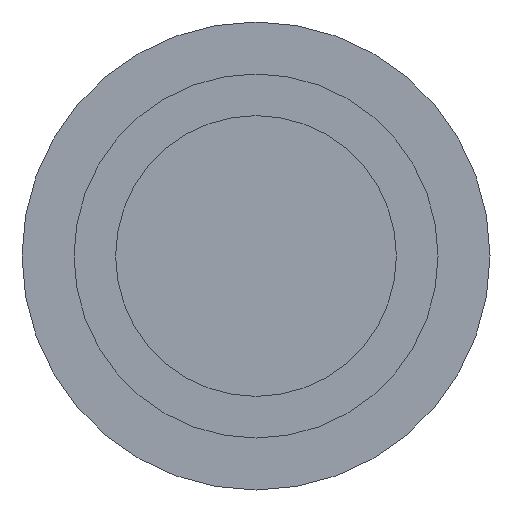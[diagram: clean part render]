
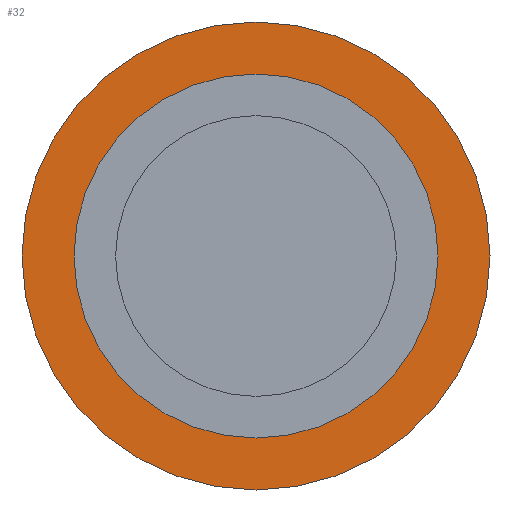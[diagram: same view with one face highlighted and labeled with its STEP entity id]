
A CAD part, front view. The second image highlights one B-rep face of the part: STEP entity #32.
In plain terms, the highlighted planar face has unit normal (0, -1, 0).
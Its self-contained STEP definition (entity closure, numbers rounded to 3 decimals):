
#10 = EDGE_CURVE ( 'NONE', #157, #59, #466, .T. ) ;
#32 = ADVANCED_FACE ( 'NONE', ( #34, #398 ), #39, .F. ) ;
#34 = FACE_BOUND ( 'NONE', #469, .T. ) ;
#38 = DIRECTION ( 'NONE',  ( 0., 0., 1. ) ) ;
#39 = PLANE ( 'NONE',  #379 ) ;
#59 = VERTEX_POINT ( 'NONE', #134 ) ;
#131 = CARTESIAN_POINT ( 'NONE',  ( 0., 0., -3.5 ) ) ;
#134 = CARTESIAN_POINT ( 'NONE',  ( 0., 0., -4.5 ) ) ;
#138 = AXIS2_PLACEMENT_3D ( 'NONE', #294, #239, #422 ) ;
#157 = VERTEX_POINT ( 'NONE', #281 ) ;
#160 = CARTESIAN_POINT ( 'NONE',  ( 0., 0., 0. ) ) ;
#165 = DIRECTION ( 'NONE',  ( 0., 0., 1. ) ) ;
#170 = DIRECTION ( 'NONE',  ( 0., -1., 0. ) ) ;
#200 = ORIENTED_EDGE ( 'NONE', *, *, #467, .F. ) ;
#234 = AXIS2_PLACEMENT_3D ( 'NONE', #446, #170, #38 ) ;
#239 = DIRECTION ( 'NONE',  ( 0., -1., 0. ) ) ;
#244 = EDGE_CURVE ( 'NONE', #488, #395, #399, .T. ) ;
#260 = CARTESIAN_POINT ( 'NONE',  ( 0., 0., 3.5 ) ) ;
#281 = CARTESIAN_POINT ( 'NONE',  ( 0., 0., 4.5 ) ) ;
#283 = CIRCLE ( 'NONE', #234, 3.5 ) ;
#291 = ORIENTED_EDGE ( 'NONE', *, *, #343, .F. ) ;
#294 = CARTESIAN_POINT ( 'NONE',  ( 0., 0., 0. ) ) ;
#296 = ORIENTED_EDGE ( 'NONE', *, *, #244, .F. ) ;
#331 = AXIS2_PLACEMENT_3D ( 'NONE', #401, #531, #583 ) ;
#343 = EDGE_CURVE ( 'NONE', #59, #157, #545, .T. ) ;
#379 = AXIS2_PLACEMENT_3D ( 'NONE', #551, #499, #462 ) ;
#395 = VERTEX_POINT ( 'NONE', #260 ) ;
#398 = FACE_OUTER_BOUND ( 'NONE', #527, .T. ) ;
#399 = CIRCLE ( 'NONE', #138, 3.5 ) ;
#401 = CARTESIAN_POINT ( 'NONE',  ( 0., 0., 0. ) ) ;
#422 = DIRECTION ( 'NONE',  ( 0., 0., 1. ) ) ;
#429 = AXIS2_PLACEMENT_3D ( 'NONE', #160, #529, #165 ) ;
#446 = CARTESIAN_POINT ( 'NONE',  ( 0., 0., 0. ) ) ;
#462 = DIRECTION ( 'NONE',  ( 0., 0., 1. ) ) ;
#466 = CIRCLE ( 'NONE', #429, 4.5 ) ;
#467 = EDGE_CURVE ( 'NONE', #395, #488, #283, .T. ) ;
#469 = EDGE_LOOP ( 'NONE', ( #200, #296 ) ) ;
#471 = ORIENTED_EDGE ( 'NONE', *, *, #10, .F. ) ;
#488 = VERTEX_POINT ( 'NONE', #131 ) ;
#499 = DIRECTION ( 'NONE',  ( 0., 1., 0. ) ) ;
#527 = EDGE_LOOP ( 'NONE', ( #291, #471 ) ) ;
#529 = DIRECTION ( 'NONE',  ( 0., 1., 0. ) ) ;
#531 = DIRECTION ( 'NONE',  ( 0., 1., 0. ) ) ;
#545 = CIRCLE ( 'NONE', #331, 4.5 ) ;
#551 = CARTESIAN_POINT ( 'NONE',  ( 0., 0., 0. ) ) ;
#583 = DIRECTION ( 'NONE',  ( 0., 0., 1. ) ) ;
